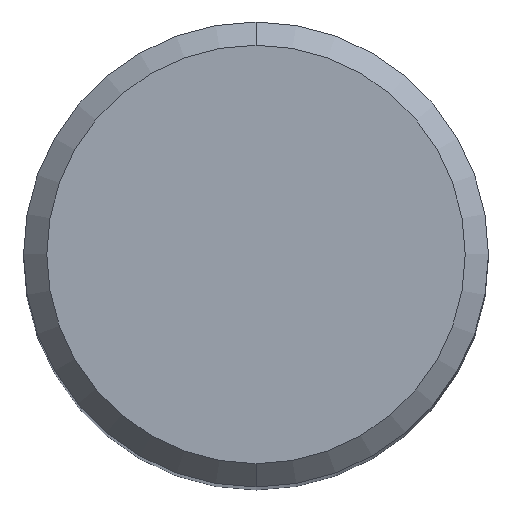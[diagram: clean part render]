
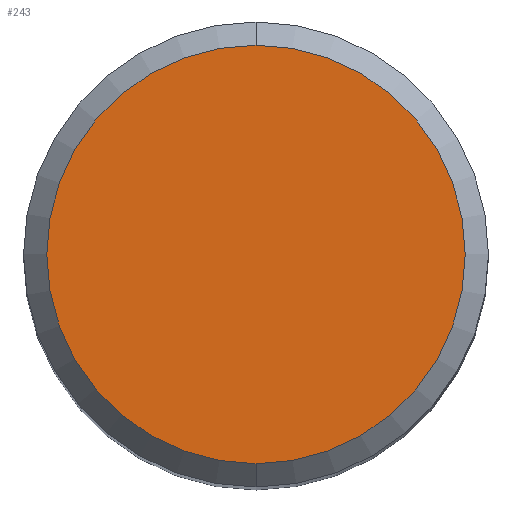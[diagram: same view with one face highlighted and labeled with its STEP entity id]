
A CAD part, top view. The second image highlights one B-rep face of the part: STEP entity #243.
In plain terms, the highlighted planar face has unit normal (0, 0, 1).
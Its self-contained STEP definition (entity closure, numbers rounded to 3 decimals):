
#243=ADVANCED_FACE('',(#559),#560,.T.);
#253=EDGE_CURVE('',#391,#429,#570,.T.);
#391=VERTEX_POINT('',#722);
#411=EDGE_CURVE('',#429,#391,#744,.T.);
#429=VERTEX_POINT('',#765);
#559=FACE_OUTER_BOUND('',#995,.T.);
#560=PLANE('',#996);
#570=CIRCLE('',#1008,5.4);
#722=CARTESIAN_POINT('',(0.0,5.4,0.0));
#744=CIRCLE('',#1399,5.4);
#765=CARTESIAN_POINT('',(0.,-5.4,0.0));
#995=EDGE_LOOP('',(#1618,#1619));
#996=AXIS2_PLACEMENT_3D('',#1620,#1621,#1622);
#1008=AXIS2_PLACEMENT_3D('',#1626,#1627,#1628);
#1399=AXIS2_PLACEMENT_3D('',#1820,#1821,#1822);
#1618=ORIENTED_EDGE('',*,*,#253,.F.);
#1619=ORIENTED_EDGE('',*,*,#411,.F.);
#1620=CARTESIAN_POINT('',(0.0,2.7,0.0));
#1621=DIRECTION('',(-0.0,0.0,1.0));
#1622=DIRECTION('',(0.0,-1.0,0.0));
#1626=CARTESIAN_POINT('',(0.0,0.0,0.0));
#1627=DIRECTION('',(0.0,0.0,-1.0));
#1628=DIRECTION('',(0.0,1.0,0.0));
#1820=CARTESIAN_POINT('',(0.0,0.0,0.0));
#1821=DIRECTION('',(0.0,0.0,-1.0));
#1822=DIRECTION('',(0.0,1.0,0.0));
